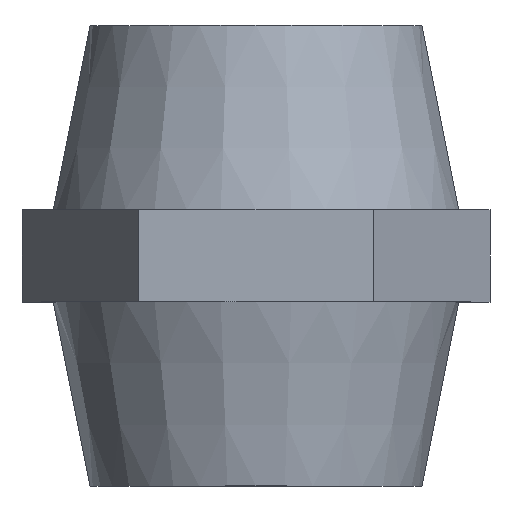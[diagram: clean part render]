
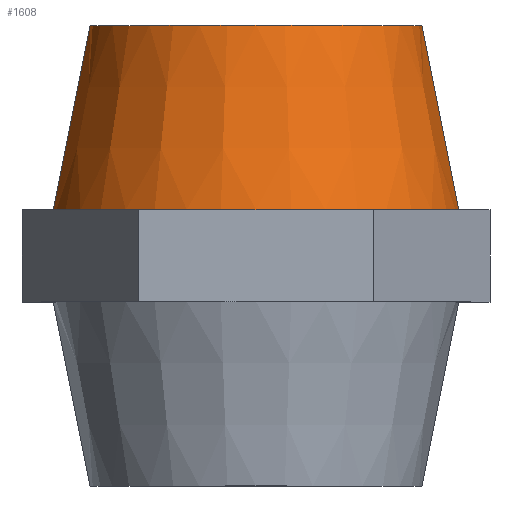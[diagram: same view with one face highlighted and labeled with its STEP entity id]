
A CAD part, top view. The second image highlights one B-rep face of the part: STEP entity #1608.
In plain terms, the highlighted conical face has half-angle 11.31 degrees and reference radius 9 mm.
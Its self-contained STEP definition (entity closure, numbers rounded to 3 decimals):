
#2 = CARTESIAN_POINT ( 'NONE',  ( 9., 12.5, 0. ) ) ;
#12 = DIRECTION ( 'NONE',  ( -0.196, -0.981, 0. ) ) ;
#16 = LINE ( 'NONE', #2, #1617 ) ;
#57 = ORIENTED_EDGE ( 'NONE', *, *, #3780, .T. ) ;
#111 = CARTESIAN_POINT ( 'NONE',  ( 0., 2.5, 0. ) ) ;
#169 = CARTESIAN_POINT ( 'NONE',  ( 9.526, 2.5, 5.5 ) ) ;
#291 = CARTESIAN_POINT ( 'NONE',  ( 0., 2.5, 0. ) ) ;
#393 = CARTESIAN_POINT ( 'NONE',  ( -11., 2.5, 0. ) ) ;
#417 = AXIS2_PLACEMENT_3D ( 'NONE', #555, #1751, #3284 ) ;
#455 = DIRECTION ( 'NONE',  ( 0., 1., 0. ) ) ;
#481 = AXIS2_PLACEMENT_3D ( 'NONE', #1729, #2333, #842 ) ;
#555 = CARTESIAN_POINT ( 'NONE',  ( 0., 12.5, 0. ) ) ;
#565 = ORIENTED_EDGE ( 'NONE', *, *, #1288, .T. ) ;
#774 = AXIS2_PLACEMENT_3D ( 'NONE', #918, #1191, #1178 ) ;
#804 = LINE ( 'NONE', #3629, #1282 ) ;
#842 = DIRECTION ( 'NONE',  ( 1., 0., 0. ) ) ;
#865 = VERTEX_POINT ( 'NONE', #2362 ) ;
#888 = ORIENTED_EDGE ( 'NONE', *, *, #1856, .T. ) ;
#911 = VERTEX_POINT ( 'NONE', #2350 ) ;
#918 = CARTESIAN_POINT ( 'NONE',  ( 0., 2.5, 0. ) ) ;
#1069 = VERTEX_POINT ( 'NONE', #1212 ) ;
#1072 = DIRECTION ( 'NONE',  ( -1., 0., 0. ) ) ;
#1178 = DIRECTION ( 'NONE',  ( -1., 0., 0. ) ) ;
#1191 = DIRECTION ( 'NONE',  ( 0., 1., 0. ) ) ;
#1212 = CARTESIAN_POINT ( 'NONE',  ( 9., 12.5, 0. ) ) ;
#1235 = CIRCLE ( 'NONE', #774, 11. ) ;
#1282 = VECTOR ( 'NONE', #12, 1000. ) ;
#1288 = EDGE_CURVE ( 'NONE', #865, #2404, #2522, .T. ) ;
#1315 = DIRECTION ( 'NONE',  ( -1., 0., 0. ) ) ;
#1383 = AXIS2_PLACEMENT_3D ( 'NONE', #291, #3308, #1472 ) ;
#1404 = ORIENTED_EDGE ( 'NONE', *, *, #3602, .F. ) ;
#1472 = DIRECTION ( 'NONE',  ( -1., 0., 0. ) ) ;
#1505 = DIRECTION ( 'NONE',  ( 0.196, -0.981, 0. ) ) ;
#1519 = VERTEX_POINT ( 'NONE', #1601 ) ;
#1601 = CARTESIAN_POINT ( 'NONE',  ( -9., 12.5, 0. ) ) ;
#1608 = ADVANCED_FACE ( 'NONE', ( #2195 ), #2621, .T. ) ;
#1617 = VECTOR ( 'NONE', #1505, 1000. ) ;
#1653 = CIRCLE ( 'NONE', #417, 9. ) ;
#1729 = CARTESIAN_POINT ( 'NONE',  ( 0., 12.5, 0. ) ) ;
#1751 = DIRECTION ( 'NONE',  ( 0., 1., 0. ) ) ;
#1766 = EDGE_CURVE ( 'NONE', #3722, #865, #1235, .T. ) ;
#1856 = EDGE_CURVE ( 'NONE', #3298, #911, #2049, .T. ) ;
#1938 = CARTESIAN_POINT ( 'NONE',  ( 0., 2.5, 11. ) ) ;
#2049 = CIRCLE ( 'NONE', #1383, 11. ) ;
#2132 = CIRCLE ( 'NONE', #3842, 11. ) ;
#2154 = EDGE_CURVE ( 'NONE', #1069, #911, #16, .T. ) ;
#2195 = FACE_OUTER_BOUND ( 'NONE', #3130, .T. ) ;
#2265 = CARTESIAN_POINT ( 'NONE',  ( 0., 2.5, 0. ) ) ;
#2333 = DIRECTION ( 'NONE',  ( 0., -1., 0. ) ) ;
#2350 = CARTESIAN_POINT ( 'NONE',  ( 11., 2.5, 0. ) ) ;
#2362 = CARTESIAN_POINT ( 'NONE',  ( -9.526, 2.5, 5.5 ) ) ;
#2390 = ORIENTED_EDGE ( 'NONE', *, *, #1766, .T. ) ;
#2404 = VERTEX_POINT ( 'NONE', #1938 ) ;
#2486 = DIRECTION ( 'NONE',  ( 0., 1., 0. ) ) ;
#2522 = CIRCLE ( 'NONE', #3122, 11. ) ;
#2621 = CONICAL_SURFACE ( 'NONE', #481, 9., 0.197 ) ;
#3037 = ORIENTED_EDGE ( 'NONE', *, *, #2154, .F. ) ;
#3112 = ORIENTED_EDGE ( 'NONE', *, *, #3640, .T. ) ;
#3122 = AXIS2_PLACEMENT_3D ( 'NONE', #2265, #455, #1072 ) ;
#3130 = EDGE_LOOP ( 'NONE', ( #1404, #57, #2390, #565, #3112, #888, #3037 ) ) ;
#3284 = DIRECTION ( 'NONE',  ( -1., 0., 0. ) ) ;
#3298 = VERTEX_POINT ( 'NONE', #169 ) ;
#3308 = DIRECTION ( 'NONE',  ( 0., 1., 0. ) ) ;
#3602 = EDGE_CURVE ( 'NONE', #1519, #1069, #1653, .T. ) ;
#3629 = CARTESIAN_POINT ( 'NONE',  ( -9., 12.5, 0. ) ) ;
#3640 = EDGE_CURVE ( 'NONE', #2404, #3298, #2132, .T. ) ;
#3722 = VERTEX_POINT ( 'NONE', #393 ) ;
#3780 = EDGE_CURVE ( 'NONE', #1519, #3722, #804, .T. ) ;
#3842 = AXIS2_PLACEMENT_3D ( 'NONE', #111, #2486, #1315 ) ;
